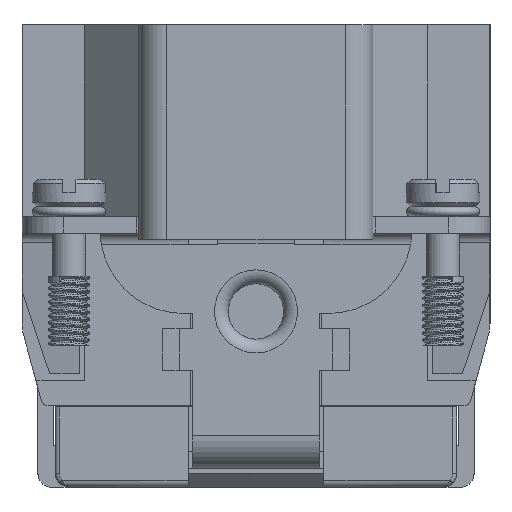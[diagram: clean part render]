
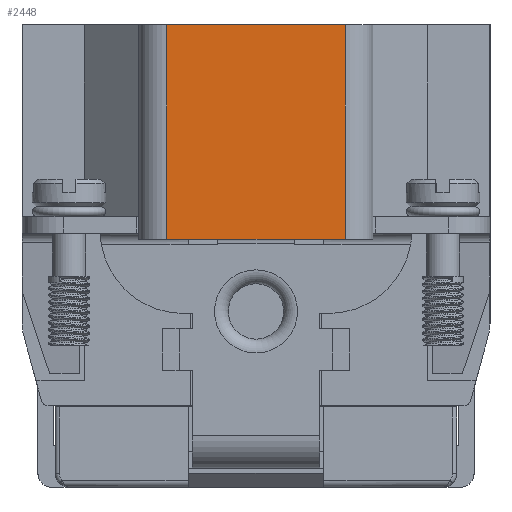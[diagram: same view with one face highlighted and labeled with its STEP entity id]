
A CAD part, left-side view. The second image highlights one B-rep face of the part: STEP entity #2448.
In plain terms, the highlighted planar face has unit normal (-1, 0, 0).
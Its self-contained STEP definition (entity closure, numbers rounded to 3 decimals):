
#2448=ADVANCED_FACE('',(#5453),#4388,.T.);
#4388=PLANE('',#35373);
#5453=FACE_OUTER_BOUND('',#7126,.T.);
#7126=EDGE_LOOP('',(#12282,#12283,#12284,#12285));
#12282=ORIENTED_EDGE('',*,*,#25048,.T.);
#12283=ORIENTED_EDGE('',*,*,#25226,.T.);
#12284=ORIENTED_EDGE('',*,*,#25211,.F.);
#12285=ORIENTED_EDGE('',*,*,#25203,.F.);
#21566=VERTEX_POINT('',#50502);
#21567=VERTEX_POINT('',#50504);
#21681=VERTEX_POINT('',#50794);
#21685=VERTEX_POINT('',#50808);
#25048=EDGE_CURVE('',#21567,#21566,#29764,.T.);
#25203=EDGE_CURVE('',#21567,#21681,#29889,.T.);
#25211=EDGE_CURVE('',#21681,#21685,#29896,.T.);
#25226=EDGE_CURVE('',#21566,#21685,#29910,.T.);
#29764=LINE('',#50503,#32678);
#29889=LINE('',#50793,#32803);
#29896=LINE('',#50807,#32810);
#29910=LINE('',#50837,#32824);
#32678=VECTOR('',#39993,1.);
#32803=VECTOR('',#40220,1.);
#32810=VECTOR('',#40233,1.);
#32824=VECTOR('',#40257,1.);
#35373=AXIS2_PLACEMENT_3D('',#50838,#40258,#40259);
#39993=DIRECTION('',(0.,1.,0.));
#40220=DIRECTION('',(0.,0.,-1.));
#40233=DIRECTION('',(0.,1.,0.));
#40257=DIRECTION('',(0.,0.,-1.));
#40258=DIRECTION('',(-1.,0.,0.));
#40259=DIRECTION('',(0.,0.,-1.));
#50502=CARTESIAN_POINT('',(-42.2,6.45,14.1));
#50503=CARTESIAN_POINT('',(-42.2,8.55,14.1));
#50504=CARTESIAN_POINT('',(-42.2,-6.45,14.1));
#50793=CARTESIAN_POINT('',(-42.2,-6.45,31.655));
#50794=CARTESIAN_POINT('',(-42.2,-6.45,-1.4));
#50807=CARTESIAN_POINT('',(-42.2,8.55,-1.4));
#50808=CARTESIAN_POINT('',(-42.2,6.45,-1.4));
#50837=CARTESIAN_POINT('',(-42.2,6.45,31.655));
#50838=CARTESIAN_POINT('',(-42.2,8.55,13.6));
